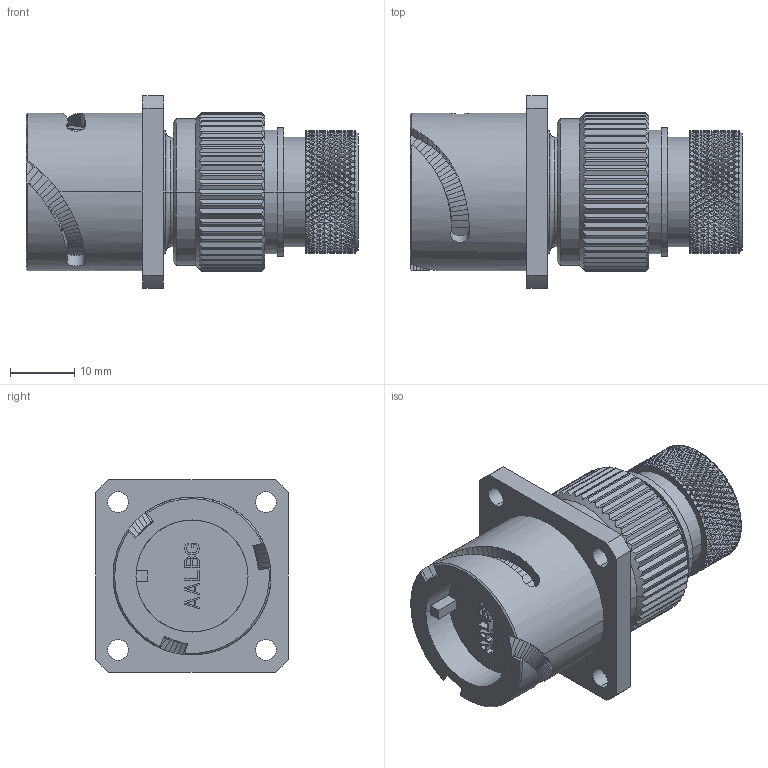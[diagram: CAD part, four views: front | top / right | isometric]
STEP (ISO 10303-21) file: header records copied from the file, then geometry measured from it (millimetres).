
FILE_DESCRIPTION((''),'2;1');
FILE_NAME('VG95234U-14_SW0001','2023-03-01T18:03:28',('paultorloting'),('NET AG system integration'),'CREO PARAMETRIC BY PTC INC, 2021404','CREO PARAMETRIC BY PTC INC, 2021404','');
FILE_SCHEMA(('AUTOMOTIVE_DESIGN { 1 0 10303 214 1 1 1 1 }'));
Products named in the file (1): VG95234U-14_SW0001
Bounding box: 51.7 x 30 x 30 mm (x, y, z)
Volume: 20039.6 mm3; surface area: 7574.8 mm2
Topology: 1 solids, 1 shells, 3994 faces, 8926 edges, 4962 vertices
Faces by surface type: plane 3015, cylinder 746, bspline 209, cone 20, torus 4
Entity records: 135123 total; most frequent: CARTESIAN_POINT 30809, ORIENTED_EDGE 17852, DIRECTION 13539, EDGE_CURVE 8926, VECTOR 5070, LINE 5070, VERTEX_POINT 4962, AXIS2_PLACEMENT_3D 4233
